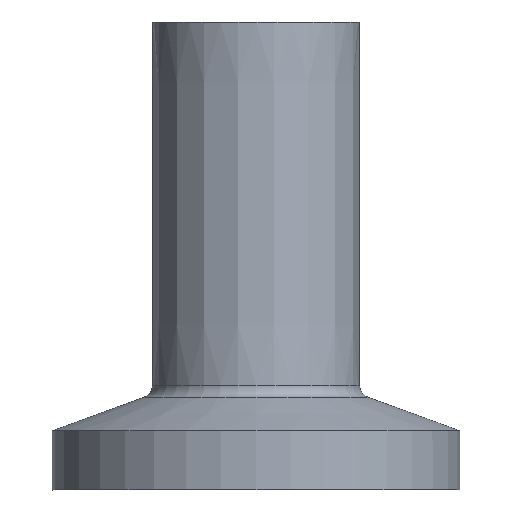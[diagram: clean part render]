
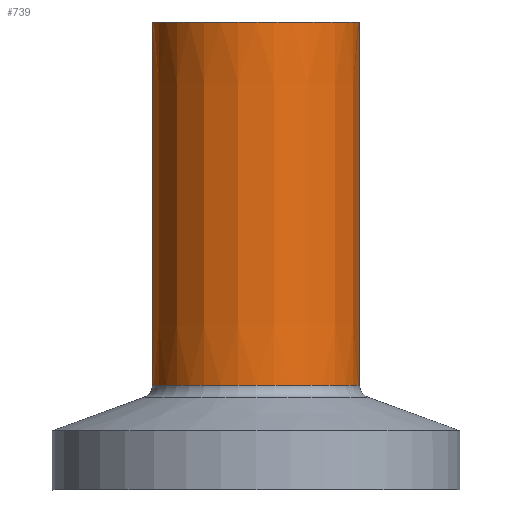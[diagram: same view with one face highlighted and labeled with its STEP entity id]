
A CAD part, front view. The second image highlights one B-rep face of the part: STEP entity #739.
In plain terms, the highlighted conical face has half-angle 0.009 degrees and reference radius 6.354 mm.
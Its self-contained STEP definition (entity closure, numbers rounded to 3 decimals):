
#63 = FACE_OUTER_BOUND ( 'NONE', #610, .T. ) ;
#74 = LINE ( 'NONE', #651, #521 ) ;
#75 = ORIENTED_EDGE ( 'NONE', *, *, #90, .F. ) ;
#87 = AXIS2_PLACEMENT_3D ( 'NONE', #486, #362, #361 ) ;
#90 = EDGE_CURVE ( 'NONE', #596, #534, #74, .T. ) ;
#92 = CARTESIAN_POINT ( 'NONE',  ( 0.004, 0., -5.994 ) ) ;
#95 = CONICAL_SURFACE ( 'NONE', #408, 6.354, 0. ) ;
#104 = CARTESIAN_POINT ( 'NONE',  ( -6.35, 0., 16.285 ) ) ;
#137 = EDGE_CURVE ( 'NONE', #538, #534, #379, .T. ) ;
#161 = AXIS2_PLACEMENT_3D ( 'NONE', #331, #602, #319 ) ;
#269 = VERTEX_POINT ( 'NONE', #104 ) ;
#308 = CARTESIAN_POINT ( 'NONE',  ( -6.35, 0., -5.995 ) ) ;
#312 = CARTESIAN_POINT ( 'NONE',  ( 6.357, 0., -5.993 ) ) ;
#318 = CIRCLE ( 'NONE', #87, 6.35 ) ;
#319 = DIRECTION ( 'NONE',  ( 1., 0., 0. ) ) ;
#331 = CARTESIAN_POINT ( 'NONE',  ( 0.004, 0., -5.994 ) ) ;
#361 = DIRECTION ( 'NONE',  ( 1., 0., 0. ) ) ;
#362 = DIRECTION ( 'NONE',  ( 0., 0., 1. ) ) ;
#379 = CIRCLE ( 'NONE', #161, 6.354 ) ;
#400 = CARTESIAN_POINT ( 'NONE',  ( -6.35, 0., -5.995 ) ) ;
#408 = AXIS2_PLACEMENT_3D ( 'NONE', #92, #615, #441 ) ;
#416 = DIRECTION ( 'NONE',  ( 0., 0., -1. ) ) ;
#441 = DIRECTION ( 'NONE',  ( -1., 0., 0. ) ) ;
#442 = CARTESIAN_POINT ( 'NONE',  ( 6.35, 0., 16.287 ) ) ;
#452 = ORIENTED_EDGE ( 'NONE', *, *, #525, .F. ) ;
#477 = DIRECTION ( 'NONE',  ( 0., 0., -1. ) ) ;
#486 = CARTESIAN_POINT ( 'NONE',  ( 0., 0., 16.286 ) ) ;
#496 = EDGE_CURVE ( 'NONE', #269, #538, #597, .T. ) ;
#521 = VECTOR ( 'NONE', #416, 1000. ) ;
#525 = EDGE_CURVE ( 'NONE', #269, #596, #318, .T. ) ;
#534 = VERTEX_POINT ( 'NONE', #312 ) ;
#538 = VERTEX_POINT ( 'NONE', #308 ) ;
#596 = VERTEX_POINT ( 'NONE', #442 ) ;
#597 = LINE ( 'NONE', #400, #729 ) ;
#602 = DIRECTION ( 'NONE',  ( 0., 0., 1. ) ) ;
#610 = EDGE_LOOP ( 'NONE', ( #75, #452, #617, #696 ) ) ;
#615 = DIRECTION ( 'NONE',  ( 0., 0., -1. ) ) ;
#617 = ORIENTED_EDGE ( 'NONE', *, *, #496, .T. ) ;
#651 = CARTESIAN_POINT ( 'NONE',  ( 6.357, 0., -5.993 ) ) ;
#696 = ORIENTED_EDGE ( 'NONE', *, *, #137, .T. ) ;
#729 = VECTOR ( 'NONE', #477, 1000. ) ;
#739 = ADVANCED_FACE ( 'NONE', ( #63 ), #95, .T. ) ;
